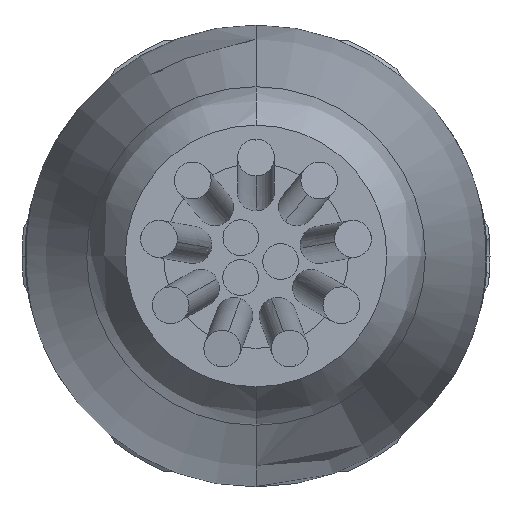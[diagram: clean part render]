
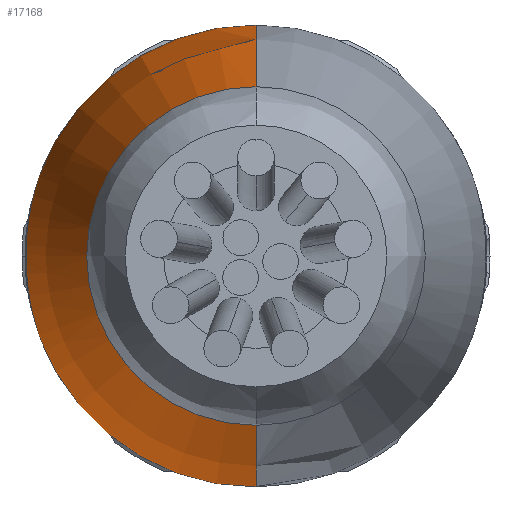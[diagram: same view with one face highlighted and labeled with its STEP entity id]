
A CAD part, front view. The second image highlights one B-rep face of the part: STEP entity #17168.
In plain terms, the highlighted face is a revolution surface.
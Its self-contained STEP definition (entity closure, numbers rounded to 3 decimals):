
#1167=CARTESIAN_POINT('',(0.,8.,0.));
#1168=DIRECTION('',(0.,-1.,0.));
#1169=DIRECTION('',(-0.854,0.,-0.521));
#1170=AXIS2_PLACEMENT_3D('',#1167,#1168,#1169);
#1197=CARTESIAN_POINT('',(0.,8.,0.));
#1198=DIRECTION('',(0.,-1.,0.));
#1199=DIRECTION('',(0.,0.,1.));
#1200=AXIS2_PLACEMENT_3D('',#1197,#1198,#1199);
#1263=CARTESIAN_POINT('',(-6.404,8.,
-3.904));
#1279=CARTESIAN_POINT('',(-6.407,5.337,
-3.9));
#1280=CARTESIAN_POINT('',(-6.406,5.647,
-3.902));
#1281=CARTESIAN_POINT('',(-6.404,6.398,
-3.904));
#1282=CARTESIAN_POINT('',(-6.404,7.286,
-3.903));
#1283=CARTESIAN_POINT('',(-6.404,7.863,-3.904));
#1284=CARTESIAN_POINT('',(-6.404,8.,
-3.904));
#1399=CARTESIAN_POINT('',(-6.407,5.337,
-3.9));
#1411=CARTESIAN_POINT('',(-6.407,5.337,
-3.9));
#1412=CARTESIAN_POINT('',(-6.408,4.964,
-3.898));
#1413=CARTESIAN_POINT('',(-6.417,4.204,
-3.884));
#1414=CARTESIAN_POINT('',(-6.449,2.935,
-3.829));
#1415=CARTESIAN_POINT('',(-6.494,1.792,
-3.751));
#1416=CARTESIAN_POINT('',(-6.547,0.802,
-3.657));
#1417=CARTESIAN_POINT('',(-6.607,-0.079,
-3.549));
#1418=CARTESIAN_POINT('',(-6.674,-0.849,
-3.423));
#1419=CARTESIAN_POINT('',(-6.748,-1.515,
-3.278));
#1420=CARTESIAN_POINT('',(-6.827,-2.102,
-3.11));
#1421=CARTESIAN_POINT('',(-6.91,-2.623,
-2.92));
#1422=CARTESIAN_POINT('',(-6.99,-3.08,
-2.719));
#1423=CARTESIAN_POINT('',(-7.062,-3.471,
-2.519));
#1424=CARTESIAN_POINT('',(-7.127,-3.8,
-2.316));
#1425=CARTESIAN_POINT('',(-7.187,-4.077,
-2.111));
#1426=CARTESIAN_POINT('',(-7.242,-4.314,
-1.902));
#1427=CARTESIAN_POINT('',(-7.292,-4.52,
-1.687));
#1428=CARTESIAN_POINT('',(-7.337,-4.7,
-1.46));
#1429=CARTESIAN_POINT('',(-7.377,-4.853,
-1.226));
#1430=CARTESIAN_POINT('',(-7.409,-4.979,
-0.992));
#1431=CARTESIAN_POINT('',(-7.433,-5.073,
-0.768));
#1432=CARTESIAN_POINT('',(-7.451,-5.142,
-0.551));
#1433=CARTESIAN_POINT('',(-7.462,-5.188,
-0.338));
#1434=CARTESIAN_POINT('',(-7.468,-5.212,
-0.132));
#1435=CARTESIAN_POINT('',(-7.469,-5.216,
0.068));
#1436=CARTESIAN_POINT('',(-7.464,-5.2,
0.27));
#1437=CARTESIAN_POINT('',(-7.455,-5.164,
0.479));
#1438=CARTESIAN_POINT('',(-7.44,-5.104,
0.692));
#1439=CARTESIAN_POINT('',(-7.419,-5.022,
0.907));
#1440=CARTESIAN_POINT('',(-7.392,-4.916,
1.123));
#1441=CARTESIAN_POINT('',(-7.358,-4.782,
1.34));
#1442=CARTESIAN_POINT('',(-7.317,-4.614,
1.565));
#1443=CARTESIAN_POINT('',(-7.268,-4.408,
1.793));
#1444=CARTESIAN_POINT('',(-7.212,-4.164,
2.022));
#1445=CARTESIAN_POINT('',(-7.149,-3.877,
2.248));
#1446=CARTESIAN_POINT('',(-7.077,-3.534,
2.475));
#1447=CARTESIAN_POINT('',(-6.998,-3.134,
2.697));
#1448=CARTESIAN_POINT('',(-6.917,-2.684,
2.904));
#1449=CARTESIAN_POINT('',(-6.836,-2.181,
3.091));
#1450=CARTESIAN_POINT('',(-6.755,-1.599,
3.264));
#1451=CARTESIAN_POINT('',(-6.676,-0.913,
3.419));
#1452=CARTESIAN_POINT('',(-6.606,-0.12,
3.55));
#1453=CARTESIAN_POINT('',(-6.548,0.787,
3.656));
#1454=CARTESIAN_POINT('',(-6.496,1.813,3.749));
#1455=CARTESIAN_POINT('',(-6.449,2.983,3.829));
#1456=CARTESIAN_POINT('',(-6.417,4.243,3.883));
#1457=CARTESIAN_POINT('',(-6.408,4.982,3.899));
#1458=CARTESIAN_POINT('',(-6.406,5.339,3.901));
#1476=CARTESIAN_POINT('',(-6.404,8.,3.904));
#1477=CARTESIAN_POINT('',(-6.403,7.765,3.904));
#1478=CARTESIAN_POINT('',(-6.402,7.089,3.905));
#1479=CARTESIAN_POINT('',(-6.403,6.202,3.906));
#1480=CARTESIAN_POINT('',(-6.405,5.55,3.903));
#1481=CARTESIAN_POINT('',(-6.406,5.339,3.901));
#1563=CARTESIAN_POINT('',(0.,8.,-7.5));
#1564=CARTESIAN_POINT('',(0.,7.579,-7.499));
#1565=CARTESIAN_POINT('',(0.,5.923,
-7.501));
#1566=CARTESIAN_POINT('',(0.,3.011,-7.5));
#1567=CARTESIAN_POINT('',(0.,-1.846,-7.497));
#1568=CARTESIAN_POINT('',(0.,-6.794,-7.519));
#1569=CARTESIAN_POINT('',(0.,-13.186,-6.78));
#1570=CARTESIAN_POINT('',(0.,-17.213,-5.941));
#1571=CARTESIAN_POINT('',(0.,-20.,-5.25));
#1573=CARTESIAN_POINT('',(0.,-20.,5.25));
#1574=CARTESIAN_POINT('',(0.,-17.213,5.941));
#1575=CARTESIAN_POINT('',(0.,-13.186,6.78));
#1576=CARTESIAN_POINT('',(0.,-6.794,7.519));
#1577=CARTESIAN_POINT('',(0.,-1.846,7.497));
#1578=CARTESIAN_POINT('',(0.,3.011,7.5));
#1579=CARTESIAN_POINT('',(0.,5.923,7.501));
#1580=CARTESIAN_POINT('',(0.,7.579,7.499));
#1581=CARTESIAN_POINT('',(0.,8.,7.5));
#2633=CARTESIAN_POINT('',(0.,-20.,0.));
#2634=DIRECTION('',(0.,1.,0.));
#2635=DIRECTION('',(0.,0.,-1.));
#2636=AXIS2_PLACEMENT_3D('',#2633,#2634,#2635);
#14862=VERTEX_POINT('',#1263);
#14864=CARTESIAN_POINT('',(0.,8.,-7.5));
#14865=VERTEX_POINT('',#14864);
#14884=CARTESIAN_POINT('',(0.,8.,7.5));
#14885=VERTEX_POINT('',#14884);
#14886=CARTESIAN_POINT('',(-6.404,8.,3.904));
#14887=VERTEX_POINT('',#14886);
#14902=VERTEX_POINT('',#1399);
#14904=VERTEX_POINT('',#1458);
#14905=VERTEX_POINT('',#1573);
#14906=CARTESIAN_POINT('',(0.,-20.,-5.25));
#14907=VERTEX_POINT('',#14906);
#17138=CARTESIAN_POINT('',(0.,8.282,7.501));
#17139=CARTESIAN_POINT('',(0.,8.188,7.5));
#17140=CARTESIAN_POINT('',(0.,7.674,7.499));
#17141=CARTESIAN_POINT('',(0.,5.923,7.501));
#17142=CARTESIAN_POINT('',(0.,3.011,7.5));
#17143=CARTESIAN_POINT('',(0.,-1.846,7.497));
#17144=CARTESIAN_POINT('',(0.,-6.794,7.519));
#17145=CARTESIAN_POINT('',(0.,-13.186,6.78));
#17146=CARTESIAN_POINT('',(0.,-17.304,5.922));
#17147=CARTESIAN_POINT('',(0.,-20.183,5.205));
#17148=CARTESIAN_POINT('',(0.,-20.274,5.182));
#17150=CARTESIAN_POINT('',(0.,-27.7,0.));
#17151=DIRECTION('',(0.,1.,0.));
#17152=AXIS1_PLACEMENT('',#17150,#17151);
#17153=SURFACE_OF_REVOLUTION('',#17149,#17152);
#17154=ORIENTED_EDGE('',*,*,#16242,.F.);
#17155=ORIENTED_EDGE('',*,*,#17129,.T.);
#17157=ORIENTED_EDGE('',*,*,#17156,.F.);
#17158=ORIENTED_EDGE('',*,*,#16128,.F.);
#17160=ORIENTED_EDGE('',*,*,#17159,.F.);
#17162=ORIENTED_EDGE('',*,*,#17161,.F.);
#17164=ORIENTED_EDGE('',*,*,#17163,.F.);
#17165=ORIENTED_EDGE('',*,*,#16100,.F.);
#17166=EDGE_LOOP('',(#17154,#17155,#17157,#17158,#17160,#17162,#17164,#17165));
#17167=FACE_OUTER_BOUND('',#17166,.F.);
#17168=ADVANCED_FACE('',(#17167),#17153,.F.);
#1171=CIRCLE('',#1170,7.5);
#1201=CIRCLE('',#1200,7.5);
#1285=B_SPLINE_CURVE_WITH_KNOTS('',3,(#1279,#1280,#1281,#1282,#1283,#1284),
.UNSPECIFIED.,.F.,.F.,(4,1,1,4),(0.,0.349,0.846,1.),
.UNSPECIFIED.);
#1459=B_SPLINE_CURVE_WITH_KNOTS('',3,(#1411,#1412,#1413,#1414,#1415,#1416,#1417,
#1418,#1419,#1420,#1421,#1422,#1423,#1424,#1425,#1426,#1427,#1428,#1429,#1430,
#1431,#1432,#1433,#1434,#1435,#1436,#1437,#1438,#1439,#1440,#1441,#1442,#1443,
#1444,#1445,#1446,#1447,#1448,#1449,#1450,#1451,#1452,#1453,#1454,#1455,#1456,
#1457,#1458),.UNSPECIFIED.,.F.,.F.,(4,1,1,1,1,1,1,1,1,1,1,1,1,1,1,1,1,1,1,1,1,1,
1,1,1,1,1,1,1,1,1,1,1,1,1,1,1,1,1,1,1,1,1,1,1,4),(0.,0.022,
0.044,0.067,0.089,0.111,
0.133,0.156,0.178,0.2,0.222,
0.244,0.267,0.289,0.311,
0.333,0.356,0.378,0.4,0.422,
0.444,0.467,0.489,0.511,
0.533,0.556,0.578,0.6,0.622,
0.644,0.667,0.689,0.711,
0.733,0.756,0.778,0.8,0.822,
0.844,0.867,0.889,0.911,
0.933,0.956,0.978,1.),.UNSPECIFIED.);
#1482=B_SPLINE_CURVE_WITH_KNOTS('',3,(#1476,#1477,#1478,#1479,#1480,#1481),
.UNSPECIFIED.,.F.,.F.,(4,1,1,4),(0.,0.265,0.763,1.),
.UNSPECIFIED.);
#1572=B_SPLINE_CURVE_WITH_KNOTS('',3,(#1563,#1564,#1565,#1566,#1567,#1568,#1569,
#1570,#1571),.UNSPECIFIED.,.F.,.F.,(4,1,1,1,1,1,4),(0.,0.046,
0.181,0.313,0.559,0.697,1.),
.UNSPECIFIED.);
#1582=B_SPLINE_CURVE_WITH_KNOTS('',3,(#1573,#1574,#1575,#1576,#1577,#1578,#1579,
#1580,#1581),.UNSPECIFIED.,.F.,.F.,(4,1,1,1,1,1,4),(0.,0.303,
0.441,0.687,0.819,0.954,1.),
.UNSPECIFIED.);
#2637=CIRCLE('',#2636,5.25);
#16100=EDGE_CURVE('',#14862,#14865,#1171,.T.);
#16128=EDGE_CURVE('',#14885,#14887,#1201,.T.);
#16242=EDGE_CURVE('',#14902,#14862,#1285,.T.);
#17129=EDGE_CURVE('',#14902,#14904,#1459,.T.);
#17149=B_SPLINE_CURVE_WITH_KNOTS('',3,(#17138,#17139,#17140,#17141,#17142,
#17143,#17144,#17145,#17146,#17147,#17148),.UNSPECIFIED.,.F.,.F.,(4,1,1,1,1,1,1,
1,4),(0.,0.01,0.056,0.188,
0.317,0.558,0.693,0.99,1.),
.UNSPECIFIED.);
#17156=EDGE_CURVE('',#14887,#14904,#1482,.T.);
#17159=EDGE_CURVE('',#14905,#14885,#1582,.T.);
#17161=EDGE_CURVE('',#14907,#14905,#2637,.T.);
#17163=EDGE_CURVE('',#14865,#14907,#1572,.T.);
